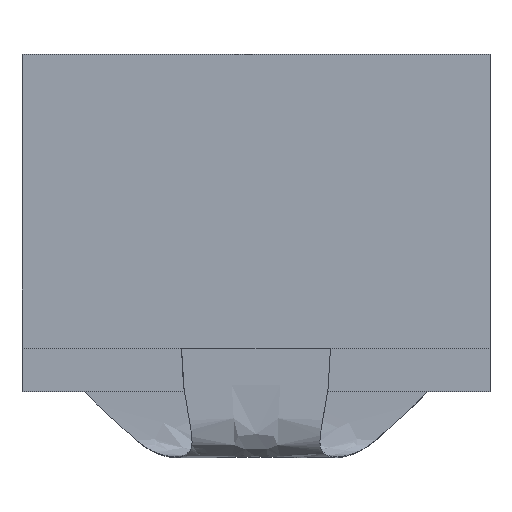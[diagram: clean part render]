
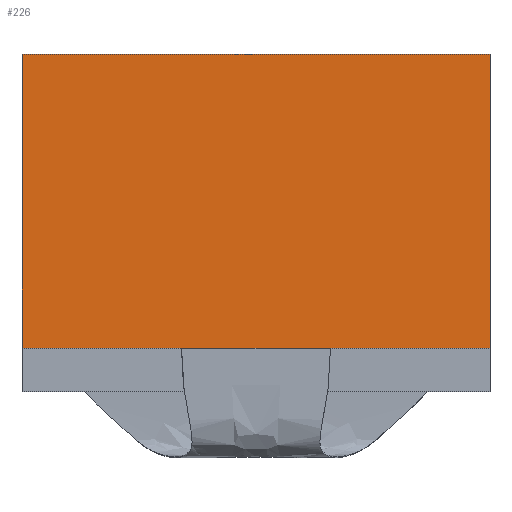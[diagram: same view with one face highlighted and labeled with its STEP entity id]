
A CAD part, top view. The second image highlights one B-rep face of the part: STEP entity #226.
In plain terms, the highlighted planar face has unit normal (0, 0, 1).
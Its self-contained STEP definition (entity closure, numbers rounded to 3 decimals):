
#119 = VERTEX_POINT('',#120);
#120 = CARTESIAN_POINT('',(13.35,-5.9,3.3));
#126 = EDGE_CURVE('',#127,#119,#129,.T.);
#127 = VERTEX_POINT('',#128);
#128 = CARTESIAN_POINT('',(-13.35,-5.9,3.3));
#129 = LINE('',#130,#131);
#130 = CARTESIAN_POINT('',(12.35,-5.9,3.3));
#131 = VECTOR('',#132,1.);
#132 = DIRECTION('',(1.,0.,0.));
#160 = VERTEX_POINT('',#161);
#161 = CARTESIAN_POINT('',(13.35,10.86,3.3));
#167 = EDGE_CURVE('',#119,#160,#168,.T.);
#168 = LINE('',#169,#170);
#169 = CARTESIAN_POINT('',(13.35,8.6,3.3));
#170 = VECTOR('',#171,1.);
#171 = DIRECTION('',(0.,1.,0.));
#182 = EDGE_CURVE('',#183,#160,#185,.T.);
#183 = VERTEX_POINT('',#184);
#184 = CARTESIAN_POINT('',(-13.35,10.86,3.3));
#185 = LINE('',#186,#187);
#186 = CARTESIAN_POINT('',(12.35,10.86,3.3));
#187 = VECTOR('',#188,1.);
#188 = DIRECTION('',(1.,0.,0.));
#226 = ADVANCED_FACE('',(#227),#238,.T.);
#227 = FACE_BOUND('',#228,.T.);
#228 = EDGE_LOOP('',(#229,#230,#231,#232));
#229 = ORIENTED_EDGE('',*,*,#126,.T.);
#230 = ORIENTED_EDGE('',*,*,#167,.T.);
#231 = ORIENTED_EDGE('',*,*,#182,.F.);
#232 = ORIENTED_EDGE('',*,*,#233,.F.);
#233 = EDGE_CURVE('',#127,#183,#234,.T.);
#234 = LINE('',#235,#236);
#235 = CARTESIAN_POINT('',(-13.35,8.6,3.3));
#236 = VECTOR('',#237,1.);
#237 = DIRECTION('',(0.,1.,0.));
#238 = PLANE('',#239);
#239 = AXIS2_PLACEMENT_3D('',#240,#241,#242);
#240 = CARTESIAN_POINT('',(0.,2.48,3.3));
#241 = DIRECTION('',(0.,0.,1.));
#242 = DIRECTION('',(1.,0.,0.));
